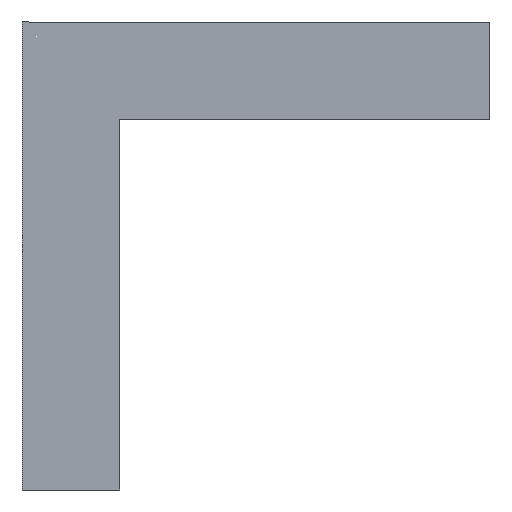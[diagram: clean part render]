
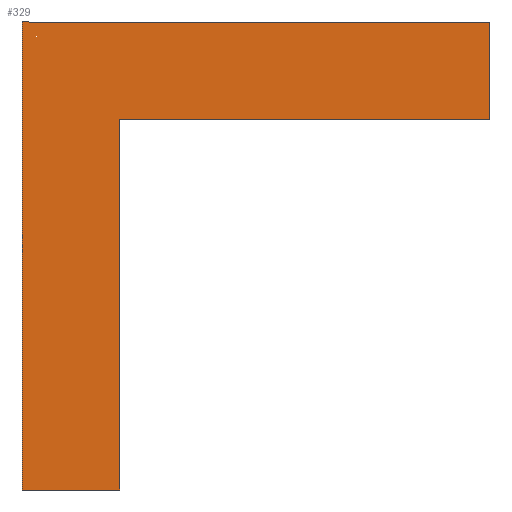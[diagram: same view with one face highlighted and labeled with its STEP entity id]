
A CAD part, front view. The second image highlights one B-rep face of the part: STEP entity #329.
In plain terms, the highlighted planar face has unit normal (0, -1, 0).
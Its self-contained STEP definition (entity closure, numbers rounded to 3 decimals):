
#2 = VECTOR ( 'NONE', #991, 1000. ) ;
#20 = LINE ( 'NONE', #30, #844 ) ;
#30 = CARTESIAN_POINT ( 'NONE',  ( 0., 0., -2.5 ) ) ;
#52 = CARTESIAN_POINT ( 'NONE',  ( 0., 0., -12. ) ) ;
#54 = DIRECTION ( 'NONE',  ( 0., 0., 1. ) ) ;
#89 = VERTEX_POINT ( 'NONE', #359 ) ;
#164 = LINE ( 'NONE', #767, #250 ) ;
#221 = ORIENTED_EDGE ( 'NONE', *, *, #1045, .T. ) ;
#250 = VECTOR ( 'NONE', #1106, 1000. ) ;
#275 = VECTOR ( 'NONE', #825, 1000. ) ;
#302 = VERTEX_POINT ( 'NONE', #52 ) ;
#304 = ORIENTED_EDGE ( 'NONE', *, *, #369, .F. ) ;
#329 = ADVANCED_FACE ( 'NONE', ( #1342 ), #522, .F. ) ;
#355 = CARTESIAN_POINT ( 'NONE',  ( 2.5, 0., 0. ) ) ;
#359 = CARTESIAN_POINT ( 'NONE',  ( 2.5, 0., -12. ) ) ;
#364 = LINE ( 'NONE', #1204, #275 ) ;
#369 = EDGE_CURVE ( 'NONE', #518, #955, #164, .T. ) ;
#482 = CARTESIAN_POINT ( 'NONE',  ( 0., 0., 0. ) ) ;
#518 = VERTEX_POINT ( 'NONE', #1212 ) ;
#522 = PLANE ( 'NONE',  #1029 ) ;
#529 = ORIENTED_EDGE ( 'NONE', *, *, #935, .F. ) ;
#536 = LINE ( 'NONE', #482, #1385 ) ;
#562 = EDGE_CURVE ( 'NONE', #948, #518, #364, .T. ) ;
#692 = CARTESIAN_POINT ( 'NONE',  ( 12., 0., -2.5 ) ) ;
#705 = CARTESIAN_POINT ( 'NONE',  ( 2.5, 0., -2.5 ) ) ;
#739 = EDGE_CURVE ( 'NONE', #302, #89, #1095, .T. ) ;
#767 = CARTESIAN_POINT ( 'NONE',  ( 12., 0., 0. ) ) ;
#797 = LINE ( 'NONE', #355, #1381 ) ;
#825 = DIRECTION ( 'NONE',  ( 1., 0., 0. ) ) ;
#840 = CARTESIAN_POINT ( 'NONE',  ( 0., 0., 0. ) ) ;
#844 = VECTOR ( 'NONE', #1283, 1000. ) ;
#873 = ORIENTED_EDGE ( 'NONE', *, *, #739, .T. ) ;
#935 = EDGE_CURVE ( 'NONE', #1230, #89, #797, .T. ) ;
#948 = VERTEX_POINT ( 'NONE', #1027 ) ;
#955 = VERTEX_POINT ( 'NONE', #692 ) ;
#991 = DIRECTION ( 'NONE',  ( 1., 0., 0. ) ) ;
#1027 = CARTESIAN_POINT ( 'NONE',  ( 0., 0., 0. ) ) ;
#1029 = AXIS2_PLACEMENT_3D ( 'NONE', #840, #1203, #54 ) ;
#1042 = DIRECTION ( 'NONE',  ( 0., 0., -1. ) ) ;
#1045 = EDGE_CURVE ( 'NONE', #1230, #955, #20, .T. ) ;
#1095 = LINE ( 'NONE', #1332, #2 ) ;
#1106 = DIRECTION ( 'NONE',  ( 0., 0., -1. ) ) ;
#1116 = ORIENTED_EDGE ( 'NONE', *, *, #562, .F. ) ;
#1121 = EDGE_CURVE ( 'NONE', #948, #302, #536, .T. ) ;
#1157 = DIRECTION ( 'NONE',  ( 0., 0., -1. ) ) ;
#1203 = DIRECTION ( 'NONE',  ( 0., 1., 0. ) ) ;
#1204 = CARTESIAN_POINT ( 'NONE',  ( 0., 0., 0. ) ) ;
#1212 = CARTESIAN_POINT ( 'NONE',  ( 12., 0., 0. ) ) ;
#1230 = VERTEX_POINT ( 'NONE', #705 ) ;
#1278 = ORIENTED_EDGE ( 'NONE', *, *, #1121, .T. ) ;
#1283 = DIRECTION ( 'NONE',  ( 1., 0., 0. ) ) ;
#1332 = CARTESIAN_POINT ( 'NONE',  ( 0., 0., -12. ) ) ;
#1342 = FACE_OUTER_BOUND ( 'NONE', #1470, .T. ) ;
#1381 = VECTOR ( 'NONE', #1157, 1000. ) ;
#1385 = VECTOR ( 'NONE', #1042, 1000. ) ;
#1470 = EDGE_LOOP ( 'NONE', ( #221, #304, #1116, #1278, #873, #529 ) ) ;
